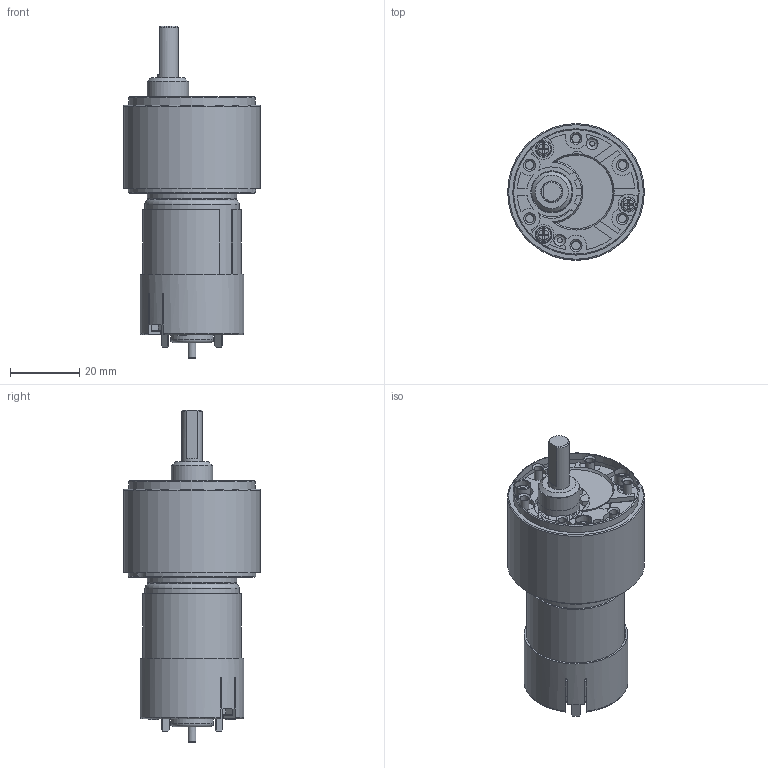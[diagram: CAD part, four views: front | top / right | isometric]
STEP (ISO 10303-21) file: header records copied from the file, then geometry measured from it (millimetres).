
FILE_DESCRIPTION(/* description */ (''),/* implementation_level */ '2;1');
FILE_NAME(/* name */ 'RH158_RID 200_250',/* time_stamp */ '2021-11-08T09:53:51+01:00',/* author */ (''),/* organization */ (''),/* preprocessor_version */ 'ST-DEVELOPER v11',/* originating_system */ 'UGS - NX 5.0',/* authorisation */ '');
FILE_SCHEMA (('AUTOMOTIVE_DESIGN { 1 0 10303 214 1 1 1 1 }'));
Length unit declared in the file: millimetre
Products named in the file (1): Luig3EAE7m8u
Bounding box: 39.6 x 39.6 x 96.2 mm (x, y, z)
Volume: 16993.7 mm3; surface area: 26281 mm2
Topology: 1 solids, 1 shells, 616 faces, 1617 edges, 1056 vertices
Faces by surface type: plane 332, cylinder 204, cone 45, torus 33, bspline 2
Full cylindrical faces by diameter (mm): 1.6 x3, 1.75 x3, 1.8 x2, 2 x5, 2.3 x3, 2.305 x3, 2.4 x3, 2.5 x5, 3 x3, 3.4 x2, 3.5 x4, 4 x6, 4.4 x1, 4.5 x2, 6 x1, 6.2 x1, 9.2 x1, 10 x2, 10.02 x1, 10.5 x2, 12 x2, 12.2 x1, 12.5 x1, 20 x1, 24 x1, 26.7 x1, 27.5 x1, 27.8 x1, 28.9 x1, 30 x1
Entity records: 19081 total; most frequent: CARTESIAN_POINT 3970, DIRECTION 3222, ORIENTED_EDGE 2952, EDGE_CURVE 1476, AXIS2_PLACEMENT_3D 1231, VERTEX_POINT 1020, EDGE_LOOP 842, LINE 760
